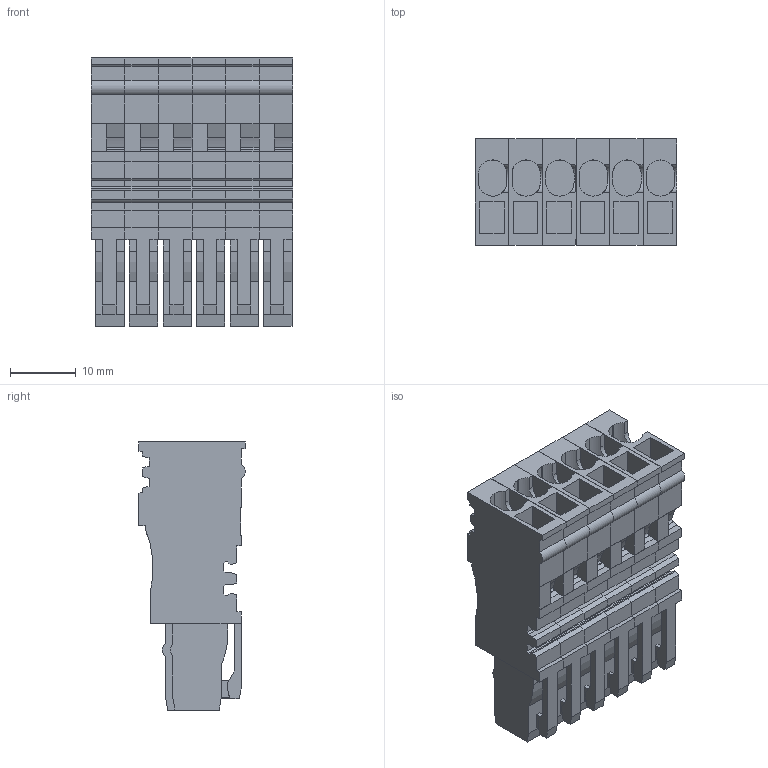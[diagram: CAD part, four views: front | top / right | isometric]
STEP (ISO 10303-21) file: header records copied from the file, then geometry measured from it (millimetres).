
FILE_DESCRIPTION(('CATIA V5R22 STEP214','CAx-IF Rec.Pracs.--- Model Styling and Organization---1.4--- 2014-01-23'),'2;1');
FILE_NAME ('024286-2_0', '2021-06-07T13:10:01+00:00', ('Weidmueller Interface'), ('Weidmueller'), 'CATIA Version 5-6 Release 2016 SP3 HF44', 'CATIA V5 STEP AP214', 'none');
FILE_SCHEMA(('AUTOMOTIVE_DESIGN { 1 0 10303 214 1 1 1 1 }'));
Length unit declared in the file: millimetre
Products named in the file (1): 1867130000
Bounding box: 30.6 x 16.15 x 40.75 mm (x, y, z)
Volume: 10879.4 mm3; surface area: 13350.3 mm2
Topology: 6 solids, 6 shells, 872 faces, 2550 edges, 1708 vertices
Faces by surface type: plane 756, cylinder 116
Entity records: 28176 total; most frequent: CARTESIAN_POINT 5330, ORIENTED_EDGE 5100, DIRECTION 3955, EDGE_CURVE 2550, VECTOR 2276, LINE 2276, VERTEX_POINT 1708, AXIS2_PLACEMENT_3D 956
